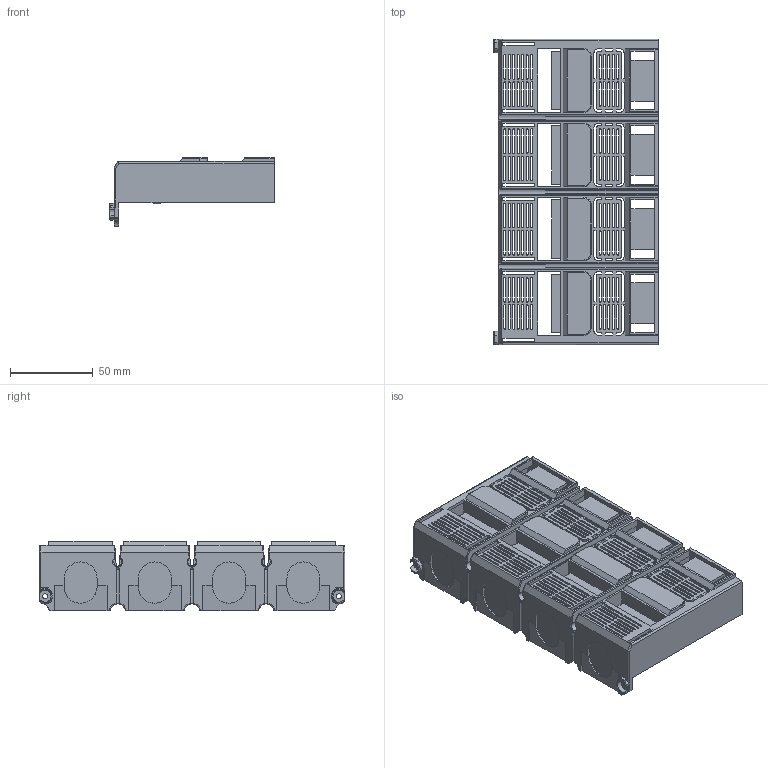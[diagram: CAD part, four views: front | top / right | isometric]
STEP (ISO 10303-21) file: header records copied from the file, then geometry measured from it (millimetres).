
FILE_DESCRIPTION((''),'2;1');
FILE_NAME('630-4P-DUANHUZHAO','2021-09-16T08:42:40',('zhxmin'),(''),'CREO PARAMETRIC BY PTC INC, 2018020','CREO PARAMETRIC BY PTC INC, 2018020','');
FILE_SCHEMA(('CONFIG_CONTROL_DESIGN','SHAPE_APPEARANCE_LAYERS_GROUPS'));
Length unit declared in the file: metre
Products named in the file (1): 630-4P-DUANHUZHAO
Bounding box: 99.5 x 185 x 42 mm (x, y, z)
Volume: 78290.9 mm3; surface area: 95022.5 mm2
Topology: 1 solids, 1 shells, 1034 faces, 3440 edges, 2373 vertices
Faces by surface type: plane 675, cylinder 334, torus 22, sphere 3
Entity records: 46299 total; most frequent: CARTESIAN_POINT 7229, ORIENTED_EDGE 6874, DIRECTION 6484, EDGE_CURVE 3437, VERTEX_POINT 2373, VECTOR 2304, LINE 2304, AXIS2_PLACEMENT_3D 2090
